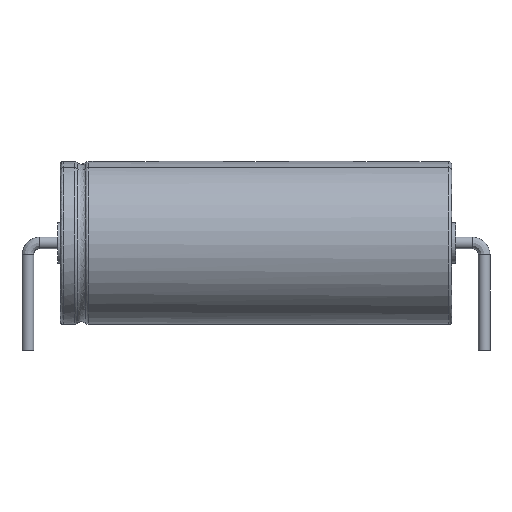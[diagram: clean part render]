
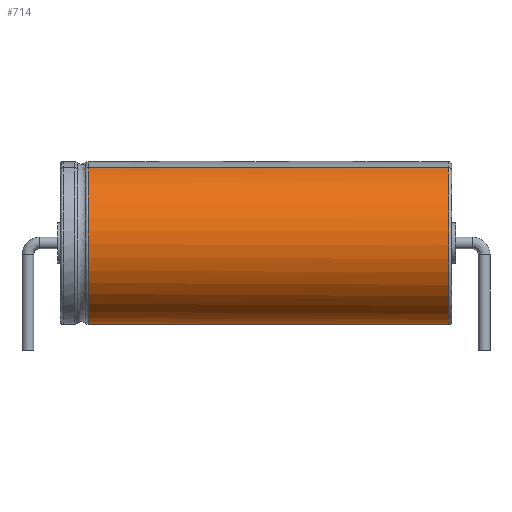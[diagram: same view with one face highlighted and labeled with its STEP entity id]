
A CAD part, front view. The second image highlights one B-rep face of the part: STEP entity #714.
In plain terms, the highlighted cylindrical face has radius 6.25 mm (diameter 12.5 mm), a partial arc.
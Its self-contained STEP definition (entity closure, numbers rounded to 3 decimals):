
#166=DIRECTION('',(-1.,0.,0.));
#180=DIRECTION('',(0.,0.383,0.924));
#286=VECTOR('',#287,1.);
#287=DIRECTION('',(1.,0.,0.));
#583=VERTEX_POINT('',#584);
#584=CARTESIAN_POINT('',(-12.865,2.392,12.024));
#592=ORIENTED_EDGE('',*,*,#593,.T.);
#593=EDGE_CURVE('',#583,#594,#596,.T.);
#594=VERTEX_POINT('',#595);
#595=CARTESIAN_POINT('',(-12.865,-2.392,12.024));
#596=B_SPLINE_CURVE_WITH_KNOTS('',12,(#597,#598,#599,#600,#601,#602,#603,#604,#605,#606,#607,#608,#609,#610,#611,#612,#613,#614,#615,#616,#617,#618,#619,#620,#621,#622,#623,#624,#625,#626,#627,#628,#629,#630,#631),.UNSPECIFIED.,.F.,.F.,(13,11,11,13),(-1.464,0.,34.361,35.825),.UNSPECIFIED.);
#597=CARTESIAN_POINT('',(-12.865,1.039,12.585));
#598=CARTESIAN_POINT('',(-12.865,1.153,12.537));
#599=CARTESIAN_POINT('',(-12.865,1.266,12.491));
#600=CARTESIAN_POINT('',(-12.865,1.379,12.444));
#601=CARTESIAN_POINT('',(-12.865,1.492,12.397));
#602=CARTESIAN_POINT('',(-12.865,1.605,12.35));
#603=CARTESIAN_POINT('',(-12.865,1.718,12.303));
#604=CARTESIAN_POINT('',(-12.865,1.831,12.257));
#605=CARTESIAN_POINT('',(-12.865,1.943,12.21));
#606=CARTESIAN_POINT('',(-12.865,2.056,12.164));
#607=CARTESIAN_POINT('',(-12.865,2.168,12.117));
#608=CARTESIAN_POINT('',(-12.865,2.28,12.071));
#609=CARTESIAN_POINT('',(-12.865,5.019,10.936));
#610=CARTESIAN_POINT('',(-12.865,7.146,8.527));
#611=CARTESIAN_POINT('',(-12.865,7.989,5.049));
#612=CARTESIAN_POINT('',(-12.865,6.892,1.32));
#613=CARTESIAN_POINT('',(-12.865,4.157,-1.457));
#614=CARTESIAN_POINT('',(-12.865,0.,-2.849));
#615=CARTESIAN_POINT('',(-12.865,-4.157,-1.457));
#616=CARTESIAN_POINT('',(-12.865,-6.892,1.32));
#617=CARTESIAN_POINT('',(-12.865,-7.989,5.049));
#618=CARTESIAN_POINT('',(-12.865,-7.146,8.527));
#619=CARTESIAN_POINT('',(-12.865,-5.019,10.936));
#620=CARTESIAN_POINT('',(-12.865,-2.28,12.071));
#621=CARTESIAN_POINT('',(-12.865,-2.168,12.117));
#622=CARTESIAN_POINT('',(-12.865,-2.056,12.164));
#623=CARTESIAN_POINT('',(-12.865,-1.943,12.21));
#624=CARTESIAN_POINT('',(-12.865,-1.831,12.257));
#625=CARTESIAN_POINT('',(-12.865,-1.718,12.303));
#626=CARTESIAN_POINT('',(-12.865,-1.605,12.35));
#627=CARTESIAN_POINT('',(-12.865,-1.492,12.397));
#628=CARTESIAN_POINT('',(-12.865,-1.379,12.444));
#629=CARTESIAN_POINT('',(-12.865,-1.266,12.491));
#630=CARTESIAN_POINT('',(-12.865,-1.153,12.537));
#631=CARTESIAN_POINT('',(-12.865,-1.039,12.585));
#714=ADVANCED_FACE('',(#715),#734,.T.);
#715=FACE_BOUND('',#716,.F.);
#716=EDGE_LOOP('',(#717,#592,#723,#729));
#717=ORIENTED_EDGE('',*,*,#718,.F.);
#718=EDGE_CURVE('',#583,#719,#721,.T.);
#719=VERTEX_POINT('',#720);
#720=CARTESIAN_POINT('',(14.8,2.392,12.024));
#721=LINE('',#722,#286);
#722=CARTESIAN_POINT('',(-13.,2.392,12.024));
#723=ORIENTED_EDGE('',*,*,#724,.T.);
#724=EDGE_CURVE('',#594,#725,#727,.T.);
#725=VERTEX_POINT('',#726);
#726=CARTESIAN_POINT('',(14.8,-2.392,12.024));
#727=LINE('',#728,#286);
#728=CARTESIAN_POINT('',(-13.,-2.392,12.024));
#729=ORIENTED_EDGE('',*,*,#730,.F.);
#730=EDGE_CURVE('',#719,#725,#731,.T.);
#731=CIRCLE('',#732,6.25);
#732=AXIS2_PLACEMENT_3D('',#733,#166,#180);
#733=CARTESIAN_POINT('',(14.8,0.,6.25));
#734=CYLINDRICAL_SURFACE('',#735,6.25);
#735=AXIS2_PLACEMENT_3D('',#736,#287,#180);
#736=CARTESIAN_POINT('',(-13.,0.,6.25));
